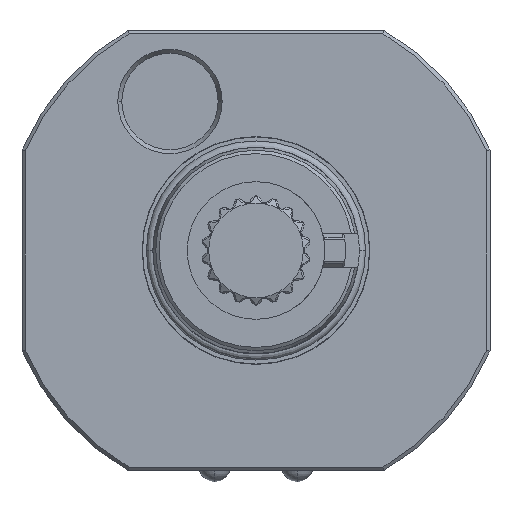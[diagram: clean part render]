
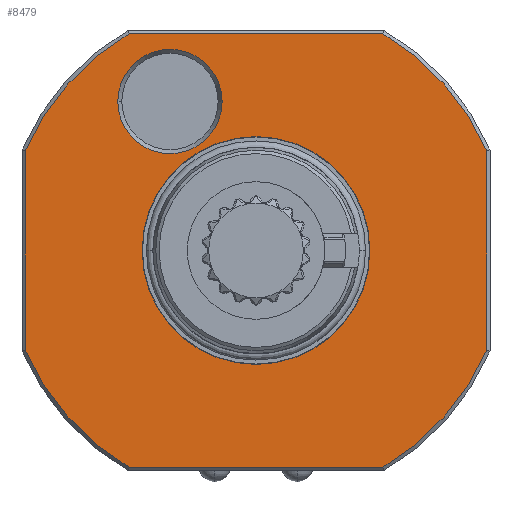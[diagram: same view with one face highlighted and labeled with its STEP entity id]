
A CAD part, left-side view. The second image highlights one B-rep face of the part: STEP entity #8479.
In plain terms, the highlighted planar face has unit normal (-1, 0, 0).
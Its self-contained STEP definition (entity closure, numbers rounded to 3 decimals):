
#234=CARTESIAN_POINT('',(-60.,0.,0.));
#235=DIRECTION('',(1.,0.,0.));
#236=DIRECTION('',(0.,-0.918,-0.397));
#237=AXIS2_PLACEMENT_3D('',#234,#235,#236);
#239=DIRECTION('',(0.,-1.,0.));
#240=VECTOR('',#239,36.878);
#241=CARTESIAN_POINT('',(-60.,18.439,-31.5));
#242=LINE('',#241,#240);
#243=CARTESIAN_POINT('',(-60.,0.,0.));
#244=DIRECTION('',(1.,0.,0.));
#245=DIRECTION('',(0.,0.505,-0.863));
#246=AXIS2_PLACEMENT_3D('',#243,#244,#245);
#248=DIRECTION('',(0.,0.,-1.));
#249=VECTOR('',#248,28.983);
#250=CARTESIAN_POINT('',(-60.,33.5,14.492));
#251=LINE('',#250,#249);
#252=CARTESIAN_POINT('',(-60.,0.,0.));
#253=DIRECTION('',(1.,0.,0.));
#254=DIRECTION('',(0.,0.918,0.397));
#255=AXIS2_PLACEMENT_3D('',#252,#253,#254);
#257=DIRECTION('',(0.,1.,0.));
#258=VECTOR('',#257,36.879);
#259=CARTESIAN_POINT('',(-60.,-18.439,31.5));
#260=LINE('',#259,#258);
#261=CARTESIAN_POINT('',(-60.,0.,0.));
#262=DIRECTION('',(1.,0.,0.));
#263=DIRECTION('',(0.,-0.505,0.863));
#264=AXIS2_PLACEMENT_3D('',#261,#262,#263);
#266=DIRECTION('',(0.,0.,1.));
#267=VECTOR('',#266,28.983);
#268=CARTESIAN_POINT('',(-60.,-33.5,
-14.492));
#269=LINE('',#268,#267);
#270=CARTESIAN_POINT('',(-60.,0.,0.));
#271=DIRECTION('',(1.,0.,0.));
#272=DIRECTION('',(0.,-1.,0.));
#273=AXIS2_PLACEMENT_3D('',#270,#271,#272);
#275=CARTESIAN_POINT('',(-60.,0.,0.));
#276=DIRECTION('',(1.,0.,0.));
#277=DIRECTION('',(0.,1.,0.));
#278=AXIS2_PLACEMENT_3D('',#275,#276,#277);
#280=CARTESIAN_POINT('',(-60.,12.5,21.651));
#281=DIRECTION('',(1.,0.,0.));
#282=DIRECTION('',(0.,-1.,0.));
#283=AXIS2_PLACEMENT_3D('',#280,#281,#282);
#285=CARTESIAN_POINT('',(-60.,12.5,21.651));
#286=DIRECTION('',(1.,0.,0.));
#287=DIRECTION('',(0.,1.,0.));
#288=AXIS2_PLACEMENT_3D('',#285,#286,#287);
#7457=CARTESIAN_POINT('',(-60.,-16.55,0.));
#7458=CARTESIAN_POINT('',(-60.,16.55,0.));
#7459=VERTEX_POINT('',#7457);
#7460=VERTEX_POINT('',#7458);
#7461=CARTESIAN_POINT('',(-60.,4.923,21.651));
#7462=CARTESIAN_POINT('',(-60.,20.077,21.651));
#7463=VERTEX_POINT('',#7461);
#7464=VERTEX_POINT('',#7462);
#7481=CARTESIAN_POINT('',(-60.,-33.5,-14.492));
#7482=CARTESIAN_POINT('',(-60.,-18.44,-31.5));
#7483=VERTEX_POINT('',#7481);
#7484=VERTEX_POINT('',#7482);
#7489=CARTESIAN_POINT('',(-60.,18.439,-31.5));
#7490=CARTESIAN_POINT('',(-60.,33.5,-14.491));
#7491=VERTEX_POINT('',#7489);
#7492=VERTEX_POINT('',#7490);
#7497=CARTESIAN_POINT('',(-60.,33.5,14.492));
#7498=CARTESIAN_POINT('',(-60.,18.44,31.5));
#7499=VERTEX_POINT('',#7497);
#7500=VERTEX_POINT('',#7498);
#7505=CARTESIAN_POINT('',(-60.,-18.44,31.5));
#7506=CARTESIAN_POINT('',(-60.,-33.5,14.492));
#7507=VERTEX_POINT('',#7505);
#7508=VERTEX_POINT('',#7506);
#8445=CARTESIAN_POINT('',(-60.,0.,0.));
#8446=DIRECTION('',(-1.,0.,0.));
#8447=DIRECTION('',(0.,1.,0.));
#8448=AXIS2_PLACEMENT_3D('',#8445,#8446,#8447);
#8449=PLANE('',#8448);
#8451=ORIENTED_EDGE('',*,*,#8450,.T.);
#8453=ORIENTED_EDGE('',*,*,#8452,.F.);
#8455=ORIENTED_EDGE('',*,*,#8454,.T.);
#8457=ORIENTED_EDGE('',*,*,#8456,.F.);
#8458=ORIENTED_EDGE('',*,*,#8435,.T.);
#8460=ORIENTED_EDGE('',*,*,#8459,.F.);
#8462=ORIENTED_EDGE('',*,*,#8461,.T.);
#8464=ORIENTED_EDGE('',*,*,#8463,.F.);
#8465=EDGE_LOOP('',(#8451,#8453,#8455,#8457,#8458,#8460,#8462,#8464));
#8466=FACE_OUTER_BOUND('',#8465,.F.);
#8468=ORIENTED_EDGE('',*,*,#8467,.F.);
#8470=ORIENTED_EDGE('',*,*,#8469,.F.);
#8471=EDGE_LOOP('',(#8468,#8470));
#8472=FACE_BOUND('',#8471,.F.);
#8474=ORIENTED_EDGE('',*,*,#8473,.F.);
#8476=ORIENTED_EDGE('',*,*,#8475,.F.);
#8477=EDGE_LOOP('',(#8474,#8476));
#8478=FACE_BOUND('',#8477,.F.);
#238=CIRCLE('',#237,36.501);
#247=CIRCLE('',#246,36.5);
#256=CIRCLE('',#255,36.501);
#265=CIRCLE('',#264,36.501);
#274=CIRCLE('',#273,16.55);
#279=CIRCLE('',#278,16.55);
#284=CIRCLE('',#283,7.577);
#289=CIRCLE('',#288,7.577);
#8435=EDGE_CURVE('',#7499,#7500,#256,.T.);
#8450=EDGE_CURVE('',#7483,#7484,#238,.T.);
#8452=EDGE_CURVE('',#7491,#7484,#242,.T.);
#8454=EDGE_CURVE('',#7491,#7492,#247,.T.);
#8456=EDGE_CURVE('',#7499,#7492,#251,.T.);
#8459=EDGE_CURVE('',#7507,#7500,#260,.T.);
#8461=EDGE_CURVE('',#7507,#7508,#265,.T.);
#8463=EDGE_CURVE('',#7483,#7508,#269,.T.);
#8467=EDGE_CURVE('',#7459,#7460,#274,.T.);
#8469=EDGE_CURVE('',#7460,#7459,#279,.T.);
#8473=EDGE_CURVE('',#7463,#7464,#284,.T.);
#8475=EDGE_CURVE('',#7464,#7463,#289,.T.);
#8479=ADVANCED_FACE('',(#8466,#8472,#8478),#8449,.T.);
